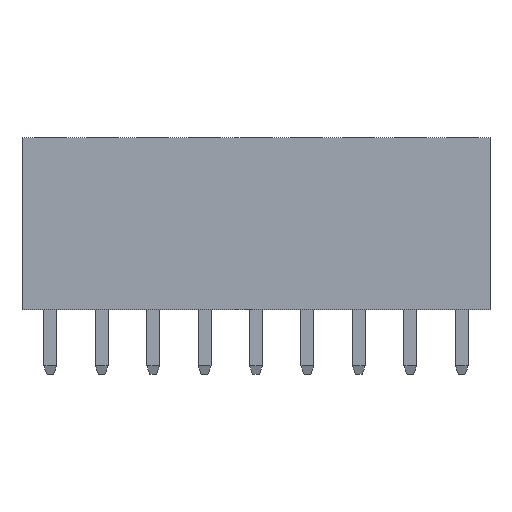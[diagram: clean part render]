
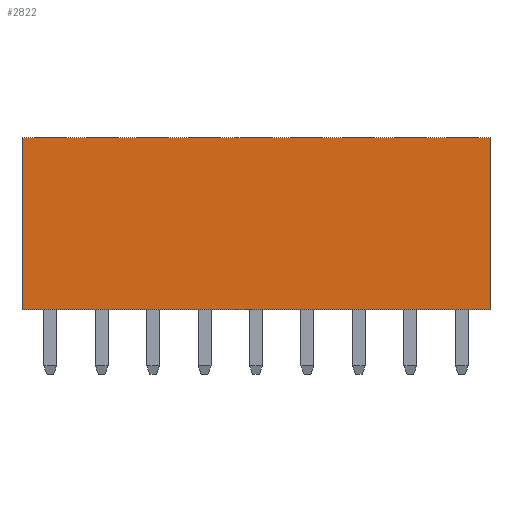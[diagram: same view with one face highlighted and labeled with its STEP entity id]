
A CAD part, front view. The second image highlights one B-rep face of the part: STEP entity #2822.
In plain terms, the highlighted planar face has unit normal (0, -1, 0).
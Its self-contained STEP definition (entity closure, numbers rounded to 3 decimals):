
#216=FACE_OUTER_BOUND('',#402,.T.);
#402=EDGE_LOOP('',(#2477,#2478,#2479,#2480));
#766=LINE('',#4470,#1138);
#774=LINE('',#4485,#1146);
#775=LINE('',#4487,#1147);
#776=LINE('',#4488,#1148);
#1138=VECTOR('',#3705,10.);
#1146=VECTOR('',#3717,10.);
#1147=VECTOR('',#3720,10.);
#1148=VECTOR('',#3721,10.);
#1365=VERTEX_POINT('',#4466);
#1367=VERTEX_POINT('',#4469);
#1371=VERTEX_POINT('',#4481);
#1372=VERTEX_POINT('',#4483);
#1734=EDGE_CURVE('',#1365,#1367,#766,.T.);
#1742=EDGE_CURVE('',#1371,#1372,#774,.T.);
#1743=EDGE_CURVE('',#1371,#1365,#775,.T.);
#1744=EDGE_CURVE('',#1367,#1372,#776,.T.);
#2477=ORIENTED_EDGE('',*,*,#1743,.F.);
#2478=ORIENTED_EDGE('',*,*,#1742,.T.);
#2479=ORIENTED_EDGE('',*,*,#1744,.F.);
#2480=ORIENTED_EDGE('',*,*,#1734,.F.);
#2654=PLANE('',#3013);
#2822=ADVANCED_FACE('',(#216),#2654,.T.);
#3013=AXIS2_PLACEMENT_3D('',#4486,#3718,#3719);
#3705=DIRECTION('',(1.,0.,0.));
#3717=DIRECTION('',(1.,0.,0.));
#3718=DIRECTION('center_axis',(0.,-1.,0.));
#3719=DIRECTION('ref_axis',(0.,0.,-1.));
#3720=DIRECTION('',(0.,0.,1.));
#3721=DIRECTION('',(0.,0.,-1.));
#4466=CARTESIAN_POINT('',(-1.395,-1.27,8.5));
#4469=CARTESIAN_POINT('',(21.715,-1.27,8.5));
#4470=CARTESIAN_POINT('',(-1.395,-1.27,8.5));
#4481=CARTESIAN_POINT('',(-1.395,-1.27,0.));
#4483=CARTESIAN_POINT('',(21.715,-1.27,0.));
#4485=CARTESIAN_POINT('',(-1.395,-1.27,0.));
#4486=CARTESIAN_POINT('Origin',(-1.395,-1.27,8.5));
#4487=CARTESIAN_POINT('',(-1.395,-1.27,0.));
#4488=CARTESIAN_POINT('',(21.715,-1.27,0.));
